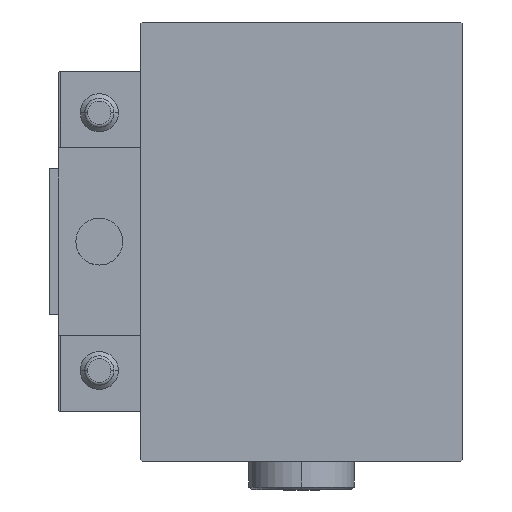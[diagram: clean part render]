
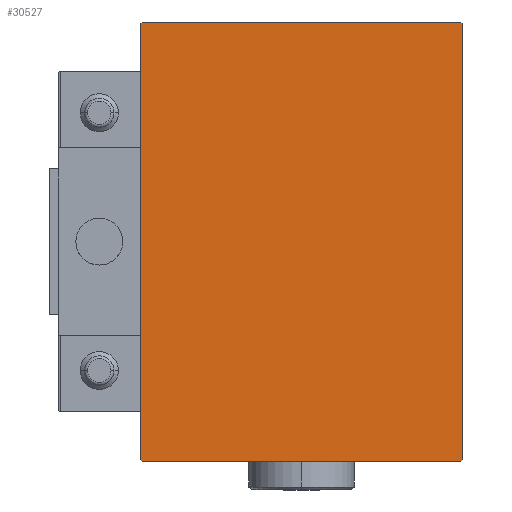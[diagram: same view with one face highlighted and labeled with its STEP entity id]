
A CAD part, left-side view. The second image highlights one B-rep face of the part: STEP entity #30527.
In plain terms, the highlighted face is planar.
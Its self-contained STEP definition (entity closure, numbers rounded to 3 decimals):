
#926 = CARTESIAN_POINT ( 'NONE',  ( 135., -32.35, 32.35 ) ) ;
#1571 = ORIENTED_EDGE ( 'NONE', *, *, #2860, .T. ) ;
#2131 = DIRECTION ( 'NONE',  ( 1., 0., 0. ) ) ;
#2245 = CARTESIAN_POINT ( 'NONE',  ( 135., 32.35, 32.35 ) ) ;
#2640 = DIRECTION ( 'NONE',  ( 0., 0.707, 0.707 ) ) ;
#2860 = EDGE_CURVE ( 'NONE', #12902, #20427, #35967, .T. ) ;
#3493 = ORIENTED_EDGE ( 'NONE', *, *, #22003, .T. ) ;
#4049 = ORIENTED_EDGE ( 'NONE', *, *, #27794, .T. ) ;
#4411 = CARTESIAN_POINT ( 'NONE',  ( 135., 27.5, -37.5 ) ) ;
#5397 = VERTEX_POINT ( 'NONE', #37385 ) ;
#5567 = VECTOR ( 'NONE', #30150, 1000. ) ;
#6018 = DIRECTION ( 'NONE',  ( 0., 0.707, -0.707 ) ) ;
#6194 = VERTEX_POINT ( 'NONE', #38436 ) ;
#7656 = DIRECTION ( 'NONE',  ( 0., -1., 0. ) ) ;
#8068 = VECTOR ( 'NONE', #48202, 1000. ) ;
#9011 = DIRECTION ( 'NONE',  ( 0., -0.707, -0.707 ) ) ;
#9584 = ORIENTED_EDGE ( 'NONE', *, *, #25505, .T. ) ;
#9705 = FACE_OUTER_BOUND ( 'NONE', #15561, .T. ) ;
#9945 = CARTESIAN_POINT ( 'NONE',  ( 135., -32.35, -32.35 ) ) ;
#10074 = LINE ( 'NONE', #2245, #16118 ) ;
#10330 = DIRECTION ( 'NONE',  ( 0., -0.707, 0.707 ) ) ;
#11188 = CARTESIAN_POINT ( 'NONE',  ( 135., -27.2, -37.5 ) ) ;
#12902 = VERTEX_POINT ( 'NONE', #13196 ) ;
#13196 = CARTESIAN_POINT ( 'NONE',  ( 135., 27.5, -37.2 ) ) ;
#14260 = CARTESIAN_POINT ( 'NONE',  ( 135., -27.5, 37.5 ) ) ;
#14657 = DIRECTION ( 'NONE',  ( 0., 0., -1. ) ) ;
#15132 = VERTEX_POINT ( 'NONE', #21260 ) ;
#15561 = EDGE_LOOP ( 'NONE', ( #19247, #9584, #1571, #41885, #22675, #3493, #4049, #31023 ) ) ;
#16001 = DIRECTION ( 'NONE',  ( 0., 1., 0. ) ) ;
#16118 = VECTOR ( 'NONE', #10330, 1000. ) ;
#19247 = ORIENTED_EDGE ( 'NONE', *, *, #30086, .T. ) ;
#20427 = VERTEX_POINT ( 'NONE', #31029 ) ;
#20957 = CARTESIAN_POINT ( 'NONE',  ( 135., -27.5, -37.2 ) ) ;
#21260 = CARTESIAN_POINT ( 'NONE',  ( 135., 27.2, 37.5 ) ) ;
#22003 = EDGE_CURVE ( 'NONE', #27962, #5397, #24935, .T. ) ;
#22464 = VERTEX_POINT ( 'NONE', #20957 ) ;
#22675 = ORIENTED_EDGE ( 'NONE', *, *, #33062, .T. ) ;
#22739 = CARTESIAN_POINT ( 'NONE',  ( 135., 32.35, -32.35 ) ) ;
#23840 = CARTESIAN_POINT ( 'NONE',  ( 135., -27.5, -37.5 ) ) ;
#24358 = LINE ( 'NONE', #23840, #28995 ) ;
#24935 = LINE ( 'NONE', #926, #34380 ) ;
#25505 = EDGE_CURVE ( 'NONE', #6194, #12902, #49801, .T. ) ;
#25740 = LINE ( 'NONE', #14260, #5567 ) ;
#27349 = AXIS2_PLACEMENT_3D ( 'NONE', #34213, #2131, #14657 ) ;
#27794 = EDGE_CURVE ( 'NONE', #5397, #22464, #25740, .T. ) ;
#27962 = VERTEX_POINT ( 'NONE', #36573 ) ;
#28995 = VECTOR ( 'NONE', #16001, 1000. ) ;
#30086 = EDGE_CURVE ( 'NONE', #48828, #6194, #24358, .T. ) ;
#30150 = DIRECTION ( 'NONE',  ( 0., 0., -1. ) ) ;
#30527 = ADVANCED_FACE ( 'NONE', ( #9705 ), #42543, .T. ) ;
#31023 = ORIENTED_EDGE ( 'NONE', *, *, #41670, .T. ) ;
#31029 = CARTESIAN_POINT ( 'NONE',  ( 135., 27.5, 37.2 ) ) ;
#33062 = EDGE_CURVE ( 'NONE', #15132, #27962, #44137, .T. ) ;
#34213 = CARTESIAN_POINT ( 'NONE',  ( 135., 0., 0. ) ) ;
#34380 = VECTOR ( 'NONE', #9011, 1000. ) ;
#35967 = LINE ( 'NONE', #4411, #8068 ) ;
#36573 = CARTESIAN_POINT ( 'NONE',  ( 135., -27.2, 37.5 ) ) ;
#37385 = CARTESIAN_POINT ( 'NONE',  ( 135., -27.5, 37.2 ) ) ;
#38081 = EDGE_CURVE ( 'NONE', #20427, #15132, #10074, .T. ) ;
#38436 = CARTESIAN_POINT ( 'NONE',  ( 135., 27.2, -37.5 ) ) ;
#38710 = VECTOR ( 'NONE', #6018, 1000. ) ;
#41670 = EDGE_CURVE ( 'NONE', #22464, #48828, #48339, .T. ) ;
#41885 = ORIENTED_EDGE ( 'NONE', *, *, #38081, .T. ) ;
#42543 = PLANE ( 'NONE',  #27349 ) ;
#43367 = VECTOR ( 'NONE', #7656, 1000. ) ;
#44137 = LINE ( 'NONE', #47266, #43367 ) ;
#45382 = VECTOR ( 'NONE', #2640, 1000. ) ;
#47266 = CARTESIAN_POINT ( 'NONE',  ( 135., 27.5, 37.5 ) ) ;
#48202 = DIRECTION ( 'NONE',  ( 0., 0., 1. ) ) ;
#48339 = LINE ( 'NONE', #9945, #38710 ) ;
#48828 = VERTEX_POINT ( 'NONE', #11188 ) ;
#49801 = LINE ( 'NONE', #22739, #45382 ) ;
